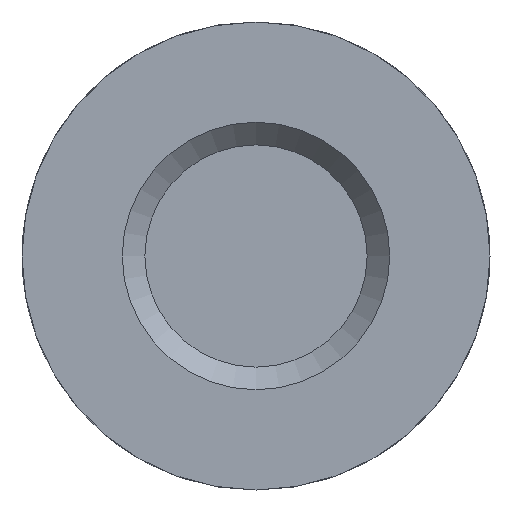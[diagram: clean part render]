
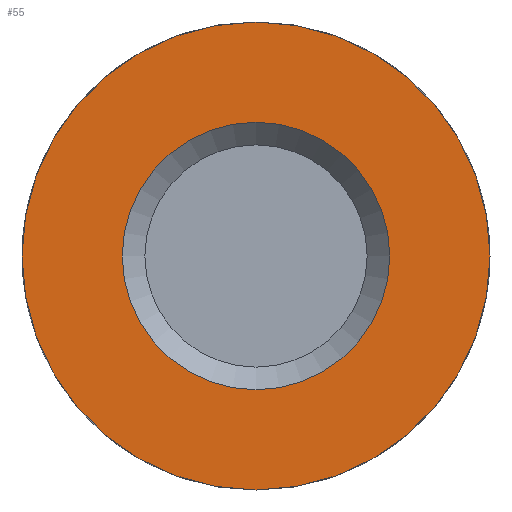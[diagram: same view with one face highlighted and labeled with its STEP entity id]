
A CAD part, front view. The second image highlights one B-rep face of the part: STEP entity #55.
In plain terms, the highlighted planar face has unit normal (0, -1, 0).
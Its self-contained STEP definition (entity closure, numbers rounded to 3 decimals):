
#55 = ADVANCED_FACE( '', ( #114, #115 ), #116, .F. );
#114 = FACE_BOUND( '', #170, .T. );
#115 = FACE_OUTER_BOUND( '', #171, .T. );
#116 = PLANE( '', #172 );
#170 = EDGE_LOOP( '', ( #255 ) );
#171 = EDGE_LOOP( '', ( #256 ) );
#172 = AXIS2_PLACEMENT_3D( '', #257, #258, #259 );
#255 = ORIENTED_EDGE( '', *, *, #292, .F. );
#256 = ORIENTED_EDGE( '', *, *, #294, .T. );
#257 = CARTESIAN_POINT( '', ( 7., 0., 0. ) );
#258 = DIRECTION( '', ( 0., 1., 0. ) );
#259 = DIRECTION( '', ( 0., 0., 1. ) );
#292 = EDGE_CURVE( '', #334, #334, #335, .T. );
#294 = EDGE_CURVE( '', #337, #337, #338, .T. );
#334 = VERTEX_POINT( '', #384 );
#335 = CIRCLE( '', #385, 4. );
#337 = VERTEX_POINT( '', #387 );
#338 = CIRCLE( '', #388, 7. );
#384 = CARTESIAN_POINT( '', ( 0., 0., -4. ) );
#385 = AXIS2_PLACEMENT_3D( '', #441, #442, #443 );
#387 = CARTESIAN_POINT( '', ( 0., 0., -7. ) );
#388 = AXIS2_PLACEMENT_3D( '', #444, #445, #446 );
#441 = CARTESIAN_POINT( '', ( 0., 0., 0. ) );
#442 = DIRECTION( '', ( 0., -1., 0. ) );
#443 = DIRECTION( '', ( 0., 0., -1. ) );
#444 = CARTESIAN_POINT( '', ( 0., 0., 0. ) );
#445 = DIRECTION( '', ( 0., -1., 0. ) );
#446 = DIRECTION( '', ( 0., 0., -1. ) );
